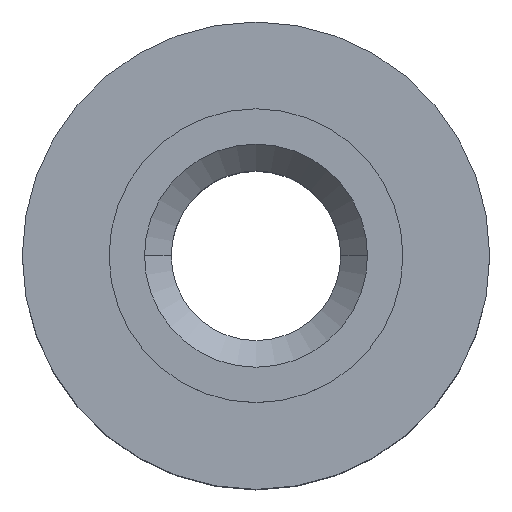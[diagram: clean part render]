
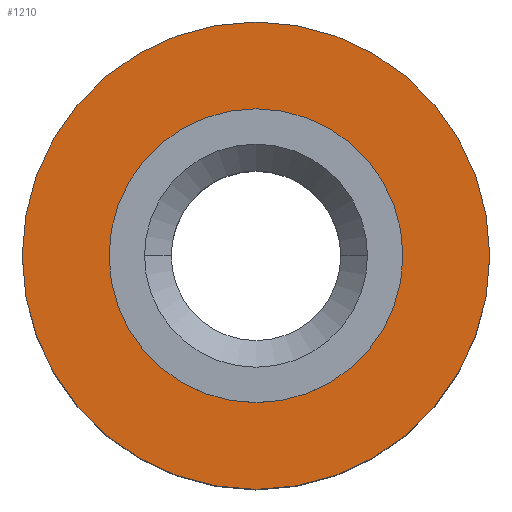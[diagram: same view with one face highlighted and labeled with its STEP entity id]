
A CAD part, top view. The second image highlights one B-rep face of the part: STEP entity #1210.
In plain terms, the highlighted planar face has unit normal (0, 0, 1).
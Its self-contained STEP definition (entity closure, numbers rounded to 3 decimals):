
#202 = CARTESIAN_POINT ( 'NONE',  ( -8.75, 0., 6. ) ) ;
#204 = CARTESIAN_POINT ( 'NONE',  ( 8.75, 0., 6. ) ) ;
#208 = CARTESIAN_POINT ( 'NONE',  ( 5.5, 0., 6. ) ) ;
#217 = CARTESIAN_POINT ( 'NONE',  ( -5.5, 0., 6. ) ) ;
#749 = CIRCLE ( 'NONE', #8766, 8.75 ) ;
#752 = CIRCLE ( 'NONE', #8767, 5.5 ) ;
#986 = CIRCLE ( 'NONE', #8883, 8.75 ) ;
#987 = CIRCLE ( 'NONE', #8884, 5.5 ) ;
#1210 = ADVANCED_FACE ( 'NONE', ( #7867, #7869 ), #6071, .F. ) ;
#3377 = VERTEX_POINT ( 'NONE', #202 ) ;
#3379 = VERTEX_POINT ( 'NONE', #204 ) ;
#3383 = VERTEX_POINT ( 'NONE', #208 ) ;
#3392 = VERTEX_POINT ( 'NONE', #217 ) ;
#3601 = EDGE_CURVE ( 'NONE', #3379, #3377, #749, .T. ) ;
#3602 = EDGE_CURVE ( 'NONE', #3383, #3392, #752, .T. ) ;
#5144 = EDGE_CURVE ( 'NONE', #3377, #3379, #986, .T. ) ;
#5145 = EDGE_CURVE ( 'NONE', #3392, #3383, #987, .T. ) ;
#5919 = AXIS2_PLACEMENT_3D ( 'NONE', #6073, #6074, #6068 ) ;
#6068 = DIRECTION ( 'NONE',  ( -1., 0., 0. ) ) ;
#6071 = PLANE ( 'NONE',  #5919 ) ;
#6073 = CARTESIAN_POINT ( 'NONE',  ( 0., 8.75, 6. ) ) ;
#6074 = DIRECTION ( 'NONE',  ( 0., 0., -1. ) ) ;
#7431 = EDGE_LOOP ( 'NONE', ( #9926, #9925 ) ) ;
#7432 = EDGE_LOOP ( 'NONE', ( #9924, #9923 ) ) ;
#7867 = FACE_BOUND ( 'NONE', #7431, .T. ) ;
#7869 = FACE_OUTER_BOUND ( 'NONE', #7432, .T. ) ;
#8766 = AXIS2_PLACEMENT_3D ( 'NONE', #9182, #9183, #9184 ) ;
#8767 = AXIS2_PLACEMENT_3D ( 'NONE', #9187, #9188, #9189 ) ;
#8883 = AXIS2_PLACEMENT_3D ( 'NONE', #9621, #9622, #9623 ) ;
#8884 = AXIS2_PLACEMENT_3D ( 'NONE', #9626, #9627, #9628 ) ;
#9182 = CARTESIAN_POINT ( 'NONE',  ( 0., 0., 6. ) ) ;
#9183 = DIRECTION ( 'NONE',  ( 0., 0., 1. ) ) ;
#9184 = DIRECTION ( 'NONE',  ( 1., 0., 0. ) ) ;
#9187 = CARTESIAN_POINT ( 'NONE',  ( 0., 0., 6. ) ) ;
#9188 = DIRECTION ( 'NONE',  ( 0., 0., 1. ) ) ;
#9189 = DIRECTION ( 'NONE',  ( 1., 0., 0. ) ) ;
#9621 = CARTESIAN_POINT ( 'NONE',  ( 0., 0., 6. ) ) ;
#9622 = DIRECTION ( 'NONE',  ( 0., 0., 1. ) ) ;
#9623 = DIRECTION ( 'NONE',  ( 1., 0., 0. ) ) ;
#9626 = CARTESIAN_POINT ( 'NONE',  ( 0., 0., 6. ) ) ;
#9627 = DIRECTION ( 'NONE',  ( 0., 0., 1. ) ) ;
#9628 = DIRECTION ( 'NONE',  ( 1., 0., 0. ) ) ;
#9923 = ORIENTED_EDGE ( 'NONE', *, *, #5144, .T. ) ;
#9924 = ORIENTED_EDGE ( 'NONE', *, *, #3601, .T. ) ;
#9925 = ORIENTED_EDGE ( 'NONE', *, *, #5145, .F. ) ;
#9926 = ORIENTED_EDGE ( 'NONE', *, *, #3602, .F. ) ;
